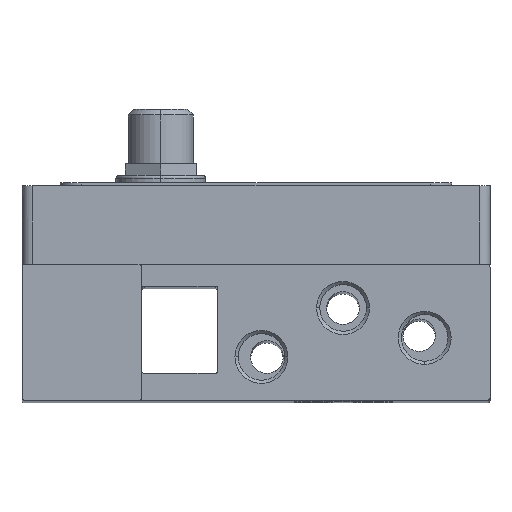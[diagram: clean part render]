
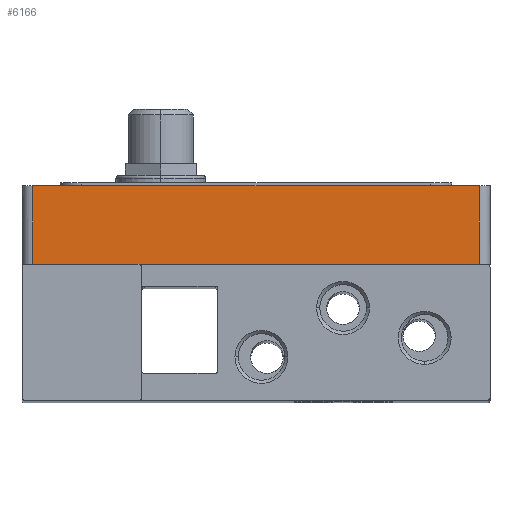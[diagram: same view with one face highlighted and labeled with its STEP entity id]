
A CAD part, top view. The second image highlights one B-rep face of the part: STEP entity #6166.
In plain terms, the highlighted planar face has unit normal (0, 0, 1).
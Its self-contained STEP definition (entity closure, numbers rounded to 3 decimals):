
#33 = DIRECTION ( 'NONE',  ( 1., 0., 0. ) ) ;
#380 = DIRECTION ( 'NONE',  ( -1., 0., 0. ) ) ;
#500 = EDGE_CURVE ( 'NONE', #5425, #2212, #14458, .T. ) ;
#1391 = ORIENTED_EDGE ( 'NONE', *, *, #500, .F. ) ;
#1754 = EDGE_LOOP ( 'NONE', ( #1391, #2335, #13883, #10483 ) ) ;
#2211 = CARTESIAN_POINT ( 'NONE',  ( 85.5, 25., 20.5 ) ) ;
#2212 = VERTEX_POINT ( 'NONE', #3659 ) ;
#2335 = ORIENTED_EDGE ( 'NONE', *, *, #5701, .F. ) ;
#2757 = PLANE ( 'NONE',  #14552 ) ;
#3030 = CARTESIAN_POINT ( 'NONE',  ( 2., 39.5, 20.5 ) ) ;
#3468 = LINE ( 'NONE', #11250, #4662 ) ;
#3520 = CARTESIAN_POINT ( 'NONE',  ( 2., 39.5, 20.5 ) ) ;
#3659 = CARTESIAN_POINT ( 'NONE',  ( 84., 25., 20.5 ) ) ;
#4473 = EDGE_CURVE ( 'NONE', #11645, #2212, #9088, .T. ) ;
#4540 = VECTOR ( 'NONE', #13873, 1000. ) ;
#4662 = VECTOR ( 'NONE', #33, 1000. ) ;
#5425 = VERTEX_POINT ( 'NONE', #8351 ) ;
#5701 = EDGE_CURVE ( 'NONE', #9529, #5425, #3468, .T. ) ;
#5859 = LINE ( 'NONE', #3520, #13169 ) ;
#6166 = ADVANCED_FACE ( 'NONE', ( #11657 ), #2757, .F. ) ;
#6634 = VECTOR ( 'NONE', #8418, 1000. ) ;
#8261 = CARTESIAN_POINT ( 'NONE',  ( 2., 25., 20.5 ) ) ;
#8351 = CARTESIAN_POINT ( 'NONE',  ( 84., 39.5, 20.5 ) ) ;
#8418 = DIRECTION ( 'NONE',  ( 0., -1., 0. ) ) ;
#9088 = LINE ( 'NONE', #2211, #4540 ) ;
#9529 = VERTEX_POINT ( 'NONE', #3030 ) ;
#10250 = DIRECTION ( 'NONE',  ( 0., 1., 0. ) ) ;
#10483 = ORIENTED_EDGE ( 'NONE', *, *, #4473, .T. ) ;
#10839 = CARTESIAN_POINT ( 'NONE',  ( 2., 39.5, 20.5 ) ) ;
#11250 = CARTESIAN_POINT ( 'NONE',  ( 2., 39.5, 20.5 ) ) ;
#11645 = VERTEX_POINT ( 'NONE', #8261 ) ;
#11657 = FACE_OUTER_BOUND ( 'NONE', #1754, .T. ) ;
#11864 = EDGE_CURVE ( 'NONE', #11645, #9529, #5859, .T. ) ;
#11878 = DIRECTION ( 'NONE',  ( 0., 0., -1. ) ) ;
#13169 = VECTOR ( 'NONE', #10250, 1000. ) ;
#13271 = CARTESIAN_POINT ( 'NONE',  ( 84., 39.5, 20.5 ) ) ;
#13873 = DIRECTION ( 'NONE',  ( 1., 0., 0. ) ) ;
#13883 = ORIENTED_EDGE ( 'NONE', *, *, #11864, .F. ) ;
#14458 = LINE ( 'NONE', #13271, #6634 ) ;
#14552 = AXIS2_PLACEMENT_3D ( 'NONE', #10839, #11878, #380 ) ;
